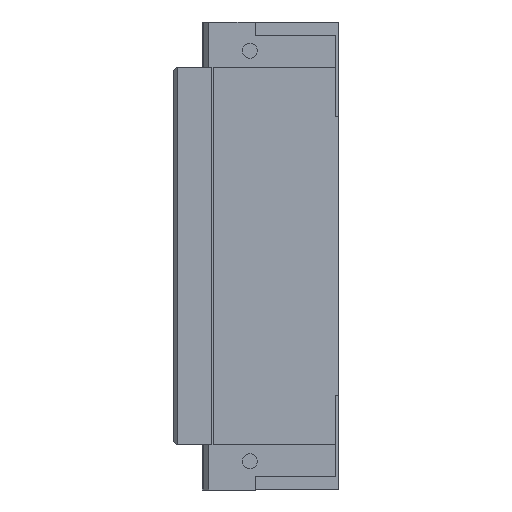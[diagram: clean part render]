
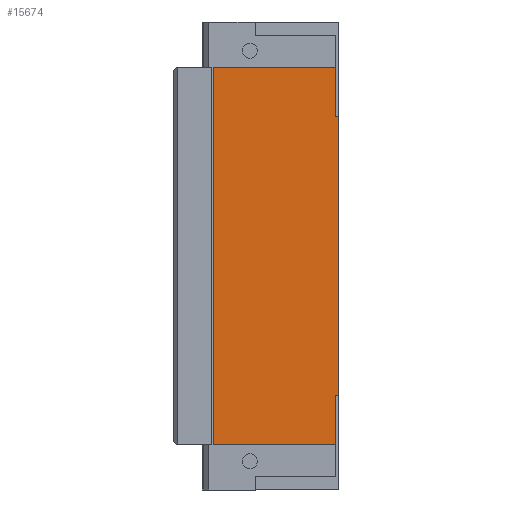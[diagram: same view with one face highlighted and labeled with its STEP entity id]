
A CAD part, left-side view. The second image highlights one B-rep face of the part: STEP entity #15674.
In plain terms, the highlighted planar face has unit normal (-1, 0, 0).
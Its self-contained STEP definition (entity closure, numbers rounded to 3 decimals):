
#879 = LINE ( 'NONE', #3952, #880 ) ;
#880 = VECTOR ( 'NONE', #3951, 1000. ) ;
#930 = LINE ( 'NONE', #2641, #940 ) ;
#934 = LINE ( 'NONE', #2710, #935 ) ;
#935 = VECTOR ( 'NONE', #2709, 1000. ) ;
#936 = LINE ( 'NONE', #2716, #937 ) ;
#937 = VECTOR ( 'NONE', #2715, 1000. ) ;
#938 = LINE ( 'NONE', #2474, #939 ) ;
#939 = VECTOR ( 'NONE', #2467, 1000. ) ;
#940 = VECTOR ( 'NONE', #2450, 1000. ) ;
#942 = LINE ( 'NONE', #2448, #943 ) ;
#943 = VECTOR ( 'NONE', #2447, 1000. ) ;
#944 = LINE ( 'NONE', #2446, #945 ) ;
#945 = VECTOR ( 'NONE', #2445, 1000. ) ;
#986 = LINE ( 'NONE', #2358, #987 ) ;
#987 = VECTOR ( 'NONE', #2357, 1000. ) ;
#1235 = FACE_OUTER_BOUND ( 'NONE', #4501, .T. ) ;
#2357 = DIRECTION ( 'NONE',  ( 0., -1., 0. ) ) ;
#2358 = CARTESIAN_POINT ( 'NONE',  ( -42.3, 40., 69.25 ) ) ;
#2445 = DIRECTION ( 'NONE',  ( 0., 0., -1. ) ) ;
#2446 = CARTESIAN_POINT ( 'NONE',  ( -42.3, 40., 69.25 ) ) ;
#2447 = DIRECTION ( 'NONE',  ( 0., 1., 0. ) ) ;
#2448 = CARTESIAN_POINT ( 'NONE',  ( -42.3, 40., 51.25 ) ) ;
#2450 = DIRECTION ( 'NONE',  ( 0., 0., 1. ) ) ;
#2467 = DIRECTION ( 'NONE',  ( 0., -1., 0. ) ) ;
#2474 = CARTESIAN_POINT ( 'NONE',  ( -42.3, 40., -69.25 ) ) ;
#2641 = CARTESIAN_POINT ( 'NONE',  ( -42.3, -4.8, 69.25 ) ) ;
#2709 = DIRECTION ( 'NONE',  ( 0., 0., -1. ) ) ;
#2710 = CARTESIAN_POINT ( 'NONE',  ( -42.3, -4.8, 69.25 ) ) ;
#2715 = DIRECTION ( 'NONE',  ( 0., 1., 0. ) ) ;
#2716 = CARTESIAN_POINT ( 'NONE',  ( -42.3, 40., -51.25 ) ) ;
#3951 = DIRECTION ( 'NONE',  ( 0., 0., -1. ) ) ;
#3952 = CARTESIAN_POINT ( 'NONE',  ( -42.3, -6., 69.25 ) ) ;
#4501 = EDGE_LOOP ( 'NONE', ( #9213, #9218, #9219, #9220, #9222, #9223, #9225, #9224 ) ) ;
#7766 = VERTEX_POINT ( 'NONE', #14453 ) ;
#8269 = VERTEX_POINT ( 'NONE', #13928 ) ;
#8369 = VERTEX_POINT ( 'NONE', #14018 ) ;
#8503 = VERTEX_POINT ( 'NONE', #14060 ) ;
#8568 = VERTEX_POINT ( 'NONE', #14137 ) ;
#8664 = VERTEX_POINT ( 'NONE', #14146 ) ;
#8679 = VERTEX_POINT ( 'NONE', #14213 ) ;
#8750 = VERTEX_POINT ( 'NONE', #14179 ) ;
#9213 = ORIENTED_EDGE ( 'NONE', *, *, #11900, .T. ) ;
#9218 = ORIENTED_EDGE ( 'NONE', *, *, #11899, .T. ) ;
#9219 = ORIENTED_EDGE ( 'NONE', *, *, #11922, .F. ) ;
#9220 = ORIENTED_EDGE ( 'NONE', *, *, #11901, .T. ) ;
#9222 = ORIENTED_EDGE ( 'NONE', *, *, #11898, .T. ) ;
#9223 = ORIENTED_EDGE ( 'NONE', *, *, #11896, .F. ) ;
#9224 = ORIENTED_EDGE ( 'NONE', *, *, #11867, .F. ) ;
#9225 = ORIENTED_EDGE ( 'NONE', *, *, #11897, .F. ) ;
#11867 = EDGE_CURVE ( 'NONE', #7766, #8664, #879, .T. ) ;
#11896 = EDGE_CURVE ( 'NONE', #8269, #8568, #934, .T. ) ;
#11897 = EDGE_CURVE ( 'NONE', #8664, #8269, #936, .T. ) ;
#11898 = EDGE_CURVE ( 'NONE', #8679, #8568, #938, .T. ) ;
#11899 = EDGE_CURVE ( 'NONE', #8369, #8750, #930, .T. ) ;
#11900 = EDGE_CURVE ( 'NONE', #7766, #8369, #942, .T. ) ;
#11901 = EDGE_CURVE ( 'NONE', #8503, #8679, #944, .T. ) ;
#11922 = EDGE_CURVE ( 'NONE', #8503, #8750, #986, .T. ) ;
#12496 = AXIS2_PLACEMENT_3D ( 'NONE', #13744, #13724, #13723 ) ;
#13723 = DIRECTION ( 'NONE',  ( 0., 1., 0. ) ) ;
#13724 = DIRECTION ( 'NONE',  ( 1., 0., 0. ) ) ;
#13736 = PLANE ( 'NONE',  #12496 ) ;
#13744 = CARTESIAN_POINT ( 'NONE',  ( -42.3, 40., 69.25 ) ) ;
#13928 = CARTESIAN_POINT ( 'NONE',  ( -42.3, -4.8, -51.25 ) ) ;
#14018 = CARTESIAN_POINT ( 'NONE',  ( -42.3, -4.8, 51.25 ) ) ;
#14060 = CARTESIAN_POINT ( 'NONE',  ( -42.3, 40., 69.25 ) ) ;
#14137 = CARTESIAN_POINT ( 'NONE',  ( -42.3, -4.8, -69.25 ) ) ;
#14146 = CARTESIAN_POINT ( 'NONE',  ( -42.3, -6., -51.25 ) ) ;
#14179 = CARTESIAN_POINT ( 'NONE',  ( -42.3, -4.8, 69.25 ) ) ;
#14213 = CARTESIAN_POINT ( 'NONE',  ( -42.3, 40., -69.25 ) ) ;
#14453 = CARTESIAN_POINT ( 'NONE',  ( -42.3, -6., 51.25 ) ) ;
#15674 = ADVANCED_FACE ( 'NONE', ( #1235 ), #13736, .F. ) ;
